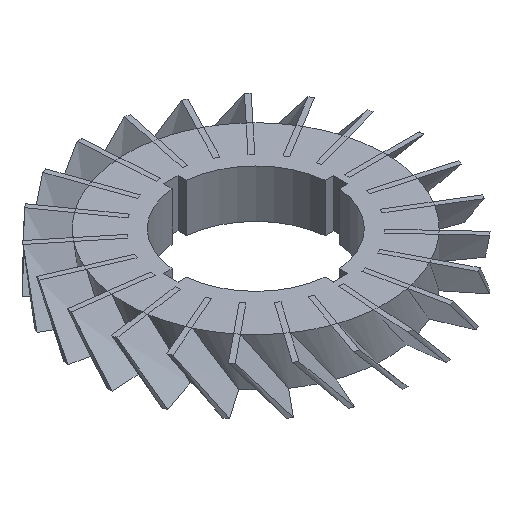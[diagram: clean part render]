
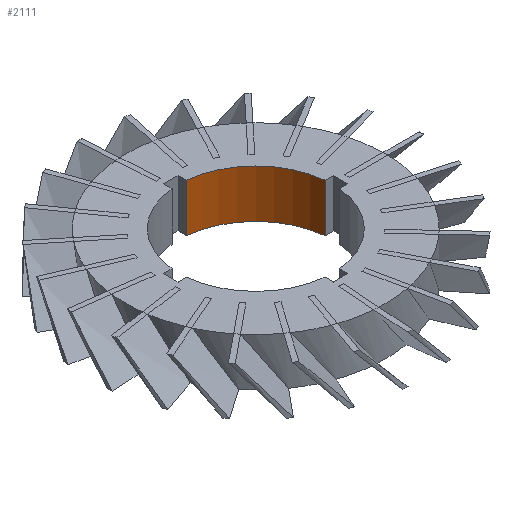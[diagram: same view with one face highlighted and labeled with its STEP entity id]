
A CAD part, isometric view. The second image highlights one B-rep face of the part: STEP entity #2111.
In plain terms, the highlighted cylindrical face has radius 16 mm (diameter 32 mm), a partial arc.
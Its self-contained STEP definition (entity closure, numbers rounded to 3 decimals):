
#570 = VERTEX_POINT('',#571);
#571 = CARTESIAN_POINT('',(1.5,15.93,0.));
#577 = EDGE_CURVE('',#578,#570,#580,.T.);
#578 = VERTEX_POINT('',#579);
#579 = CARTESIAN_POINT('',(15.93,1.5,0.));
#580 = CIRCLE('',#581,16.);
#581 = AXIS2_PLACEMENT_3D('',#582,#583,#584);
#582 = CARTESIAN_POINT('',(0.,0.,0.));
#583 = DIRECTION('',(0.,0.,1.));
#584 = DIRECTION('',(1.,0.,0.));
#1288 = VERTEX_POINT('',#1289);
#1289 = CARTESIAN_POINT('',(15.93,1.5,10.));
#1295 = EDGE_CURVE('',#1288,#578,#1296,.T.);
#1296 = LINE('',#1297,#1298);
#1297 = CARTESIAN_POINT('',(15.93,1.5,0.));
#1298 = VECTOR('',#1299,1.);
#1299 = DIRECTION('',(-0.,-0.,-1.));
#1985 = EDGE_CURVE('',#1288,#1986,#1988,.T.);
#1986 = VERTEX_POINT('',#1987);
#1987 = CARTESIAN_POINT('',(1.5,15.93,10.));
#1988 = CIRCLE('',#1989,16.);
#1989 = AXIS2_PLACEMENT_3D('',#1990,#1991,#1992);
#1990 = CARTESIAN_POINT('',(0.,0.,10.));
#1991 = DIRECTION('',(0.,0.,1.));
#1992 = DIRECTION('',(1.,0.,0.));
#2111 = ADVANCED_FACE('',(#2112),#2123,.F.);
#2112 = FACE_BOUND('',#2113,.T.);
#2113 = EDGE_LOOP('',(#2114,#2115,#2116,#2117));
#2114 = ORIENTED_EDGE('',*,*,#577,.F.);
#2115 = ORIENTED_EDGE('',*,*,#1295,.F.);
#2116 = ORIENTED_EDGE('',*,*,#1985,.T.);
#2117 = ORIENTED_EDGE('',*,*,#2118,.T.);
#2118 = EDGE_CURVE('',#1986,#570,#2119,.T.);
#2119 = LINE('',#2120,#2121);
#2120 = CARTESIAN_POINT('',(1.5,15.93,0.));
#2121 = VECTOR('',#2122,1.);
#2122 = DIRECTION('',(-0.,-0.,-1.));
#2123 = CYLINDRICAL_SURFACE('',#2124,16.);
#2124 = AXIS2_PLACEMENT_3D('',#2125,#2126,#2127);
#2125 = CARTESIAN_POINT('',(0.,0.,0.));
#2126 = DIRECTION('',(-0.,-0.,-1.));
#2127 = DIRECTION('',(1.,0.,0.));
